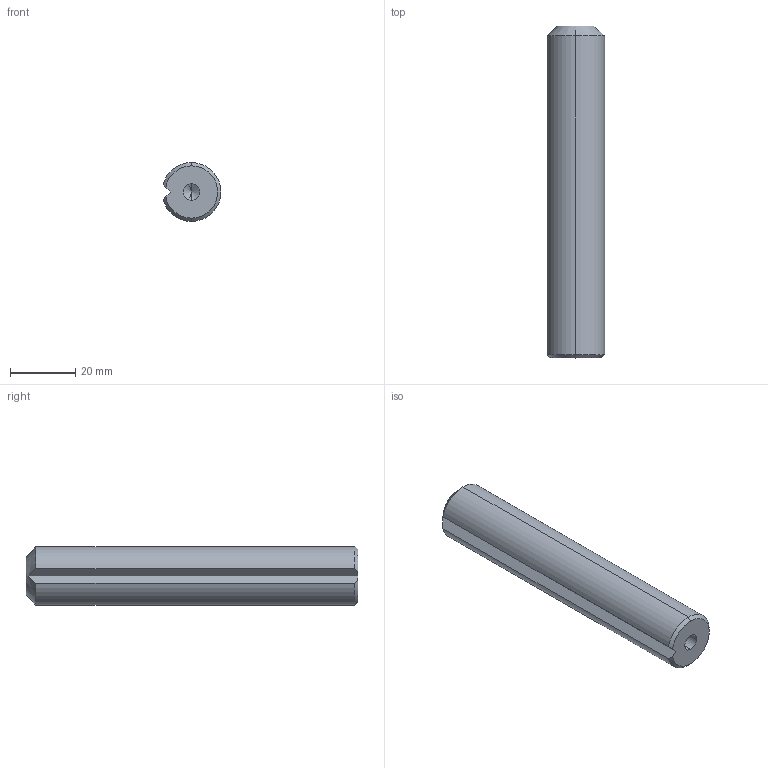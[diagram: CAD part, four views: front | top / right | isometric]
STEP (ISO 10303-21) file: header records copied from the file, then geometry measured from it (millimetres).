
FILE_DESCRIPTION (( 'STEP AP203' ), '1' );
FILE_NAME ('03MPI-4.STEP', '2016-02-22T01:58:51', ( '' ), ( '' ), 'SwSTEP 2.0', 'SolidWorks 2016', '' );
FILE_SCHEMA (( 'CONFIG_CONTROL_DESIGN' ));
Length unit declared in the file: millimetre
Products named in the file (1): 03MPI-4
Bounding box: 17.71 x 101.6 x 18 mm (x, y, z)
Volume: 24588.4 mm3; surface area: 6614.2 mm2
Topology: 1 solids, 1 shells, 20 faces, 46 edges, 26 vertices
Faces by surface type: cone 9, cylinder 7, plane 4
Entity records: 622 total; most frequent: CARTESIAN_POINT 105, DIRECTION 99, ORIENTED_EDGE 84, EDGE_CURVE 42, AXIS2_PLACEMENT_3D 40, VERTEX_POINT 26, EDGE_LOOP 22, ADVANCED_FACE 20
